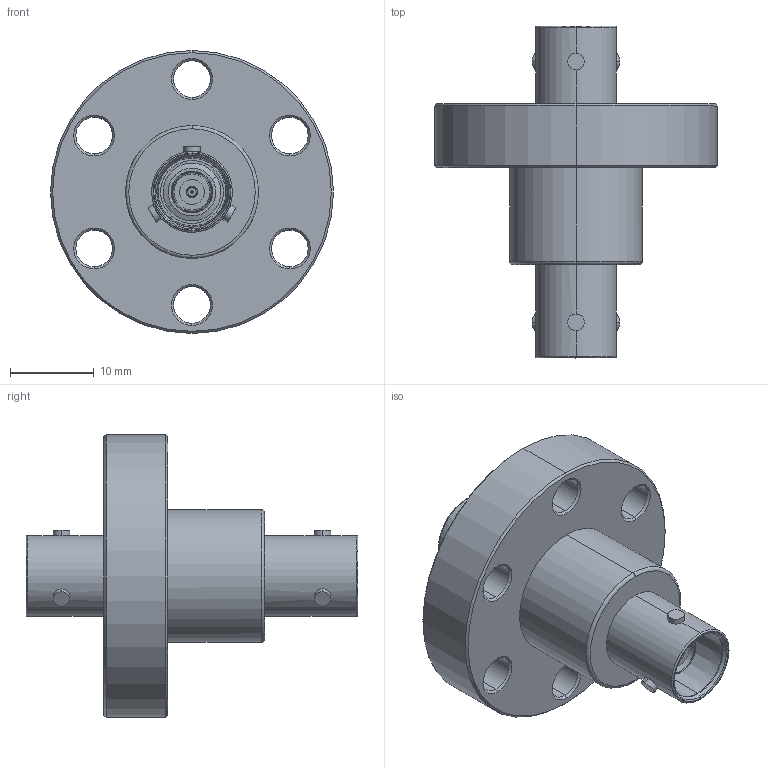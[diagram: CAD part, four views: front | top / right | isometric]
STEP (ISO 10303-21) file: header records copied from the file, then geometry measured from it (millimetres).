
FILE_DESCRIPTION (( 'STEP AP203' ), '1' );
FILE_NAME ('A18379-CF.STEP', '2019-07-15T12:29:14', ( '' ), ( '' ), 'SwSTEP 2.0', 'SolidWorks 2019', '' );
FILE_SCHEMA (( 'CONFIG_CONTROL_DESIGN' ));
Length unit declared in the file: inch
Products named in the file (1): A18379-CF
Bounding box: 33.78 x 39.62 x 33.78 mm (x, y, z)
Volume: 7359.4 mm3; surface area: 6911.8 mm2
Topology: 1 solids, 2 shells, 225 faces, 508 edges, 314 vertices
Faces by surface type: cylinder 86, plane 63, cone 54, torus 22
Entity records: 6493 total; most frequent: DIRECTION 1242, CARTESIAN_POINT 1132, ORIENTED_EDGE 1008, AXIS2_PLACEMENT_3D 528, EDGE_CURVE 504, VERTEX_POINT 314, CIRCLE 302, EDGE_LOOP 270
